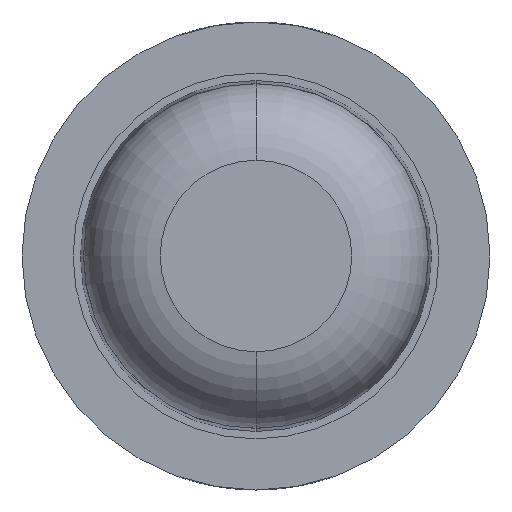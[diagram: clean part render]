
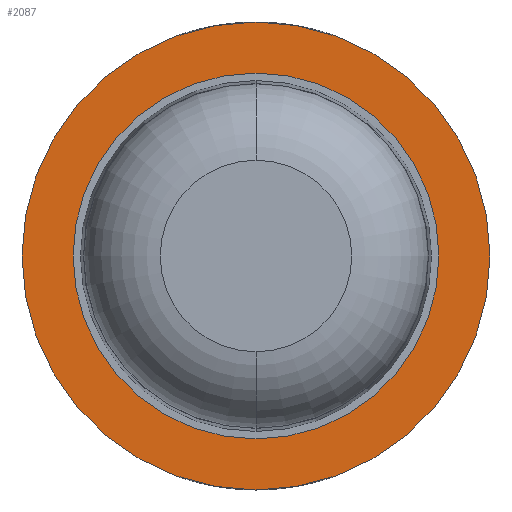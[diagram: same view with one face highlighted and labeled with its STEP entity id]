
A CAD part, front view. The second image highlights one B-rep face of the part: STEP entity #2087.
In plain terms, the highlighted planar face has unit normal (0, -1, 0).
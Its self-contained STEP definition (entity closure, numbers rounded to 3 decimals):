
#28 = CARTESIAN_POINT ( 'NONE',  ( 0., -7., 1.1 ) ) ;
#269 = EDGE_LOOP ( 'NONE', ( #1322, #3468 ) ) ;
#328 = EDGE_CURVE ( 'Defeature ausgef�hrt2_2+Defeature ausgef�hrt2_3+Defeature ausgef�hrt2_3+Defeature ausgef�hrt2_3', #710, #1217, #1180, .T. ) ;
#330 = CARTESIAN_POINT ( 'NONE',  ( 1.1, -7., 0. ) ) ;
#358 = CARTESIAN_POINT ( 'NONE',  ( 0., -7., 0. ) ) ;
#411 = DIRECTION ( 'NONE',  ( 0., 1., 0. ) ) ;
#658 = CARTESIAN_POINT ( 'NONE',  ( 0., -7., -1.1 ) ) ;
#696 = CARTESIAN_POINT ( 'NONE',  ( 0., -7., 0.825 ) ) ;
#710 = VERTEX_POINT ( 'NONE', #28 ) ;
#840 = VERTEX_POINT ( 'NONE', #3407 ) ;
#896 = EDGE_CURVE ( 'Defeature ausgef�hrt2_2+Defeature ausgef�hrt2_3+Defeature ausgef�hrt2_3+Defeature ausgef�hrt2_3', #1217, #710, #1518, .T. ) ;
#1180 = CIRCLE ( 'NONE', #3447, 1.1 ) ;
#1191 = EDGE_CURVE ( 'Defeature ausgef�hrt2_3+Defeature ausgef�hrt2_4+Defeature ausgef�hrt2_4+Defeature ausgef�hrt2_4', #2782, #840, #3831, .T. ) ;
#1217 = VERTEX_POINT ( 'NONE', #658 ) ;
#1322 = ORIENTED_EDGE ( 'NONE', *, *, #328, .F. ) ;
#1518 = CIRCLE ( 'NONE', #4153, 1.1 ) ;
#1771 = AXIS2_PLACEMENT_3D ( 'NONE', #3880, #2802, #2459 ) ;
#2087 = ADVANCED_FACE ( 'Defeature ausgef�hrt2_3', ( #3406, #2870 ), #2135, .F. ) ;
#2131 = CARTESIAN_POINT ( 'NONE',  ( 0., -7., 0. ) ) ;
#2135 = PLANE ( 'NONE',  #4375 ) ;
#2459 = DIRECTION ( 'NONE',  ( 0., 0., 1. ) ) ;
#2586 = DIRECTION ( 'NONE',  ( 0., 0., 1. ) ) ;
#2604 = ORIENTED_EDGE ( 'NONE', *, *, #1191, .T. ) ;
#2782 = VERTEX_POINT ( 'NONE', #696 ) ;
#2802 = DIRECTION ( 'NONE',  ( 0., 1., 0. ) ) ;
#2870 = FACE_BOUND ( 'NONE', #3177, .T. ) ;
#3146 = DIRECTION ( 'NONE',  ( 0., 1., 0. ) ) ;
#3153 = DIRECTION ( 'NONE',  ( 0., 1., 0. ) ) ;
#3177 = EDGE_LOOP ( 'NONE', ( #2604, #4292 ) ) ;
#3189 = DIRECTION ( 'NONE',  ( 0., 0., 1. ) ) ;
#3276 = DIRECTION ( 'NONE',  ( 0., 1., 0. ) ) ;
#3406 = FACE_OUTER_BOUND ( 'NONE', #269, .T. ) ;
#3407 = CARTESIAN_POINT ( 'NONE',  ( 0., -7., -0.825 ) ) ;
#3447 = AXIS2_PLACEMENT_3D ( 'NONE', #358, #411, #4260 ) ;
#3468 = ORIENTED_EDGE ( 'NONE', *, *, #896, .F. ) ;
#3831 = CIRCLE ( 'NONE', #1771, 0.825 ) ;
#3880 = CARTESIAN_POINT ( 'NONE',  ( 0., -7., 0. ) ) ;
#3999 = CARTESIAN_POINT ( 'NONE',  ( 0., -7., 0. ) ) ;
#4096 = AXIS2_PLACEMENT_3D ( 'NONE', #2131, #3153, #4609 ) ;
#4153 = AXIS2_PLACEMENT_3D ( 'NONE', #3999, #3276, #2586 ) ;
#4260 = DIRECTION ( 'NONE',  ( 0., 0., 1. ) ) ;
#4292 = ORIENTED_EDGE ( 'NONE', *, *, #4501, .T. ) ;
#4375 = AXIS2_PLACEMENT_3D ( 'NONE', #330, #3146, #3189 ) ;
#4431 = CIRCLE ( 'NONE', #4096, 0.825 ) ;
#4501 = EDGE_CURVE ( 'Defeature ausgef�hrt2_3+Defeature ausgef�hrt2_4+Defeature ausgef�hrt2_4+Defeature ausgef�hrt2_4', #840, #2782, #4431, .T. ) ;
#4609 = DIRECTION ( 'NONE',  ( 0., 0., 1. ) ) ;
